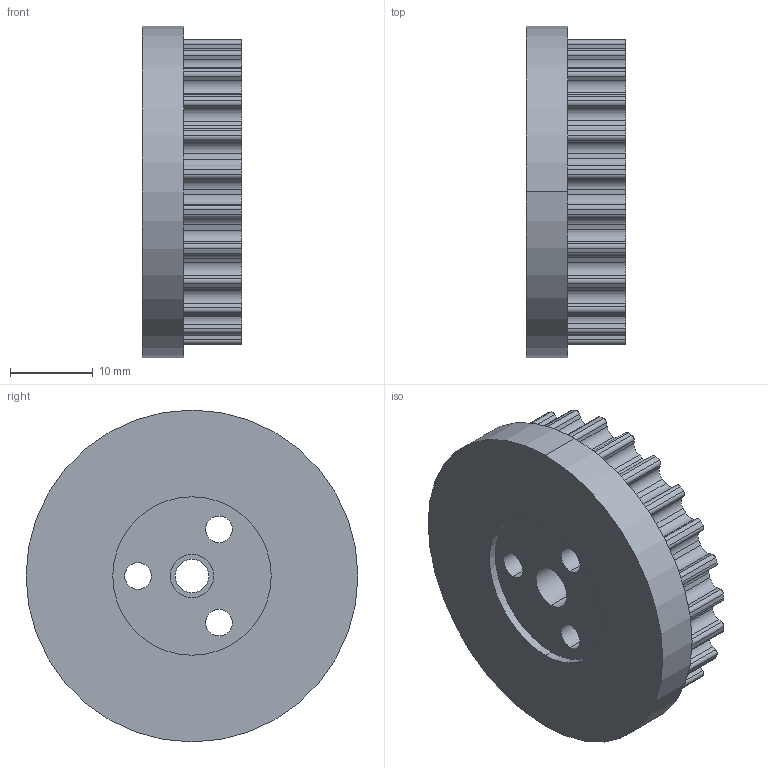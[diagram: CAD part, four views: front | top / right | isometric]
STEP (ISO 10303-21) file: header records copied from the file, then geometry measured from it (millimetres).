
FILE_DESCRIPTION (( 'STEP AP214' ), '1' );
FILE_NAME ('Weapon Drive Pulley.STEP', '2024-09-14T01:48:12', ( '' ), ( '' ), 'SwSTEP 2.0', 'SolidWorks 2024', '' );
FILE_SCHEMA (( 'AUTOMOTIVE_DESIGN' ));
Length unit declared in the file: millimetre
Products named in the file (1): Weapon Drive Pulley
Bounding box: 12 x 40 x 40 mm (x, y, z)
Volume: 10007.1 mm3; surface area: 5541.1 mm2
Topology: 1 solids, 1 shells, 259 faces, 753 edges, 497 vertices
Faces by surface type: cylinder 172, plane 81, cone 6
Entity records: 8706 total; most frequent: DIRECTION 1617, CARTESIAN_POINT 1504, ORIENTED_EDGE 1494, EDGE_CURVE 747, AXIS2_PLACEMENT_3D 610, VERTEX_POINT 497, LINE 397, VECTOR 397
